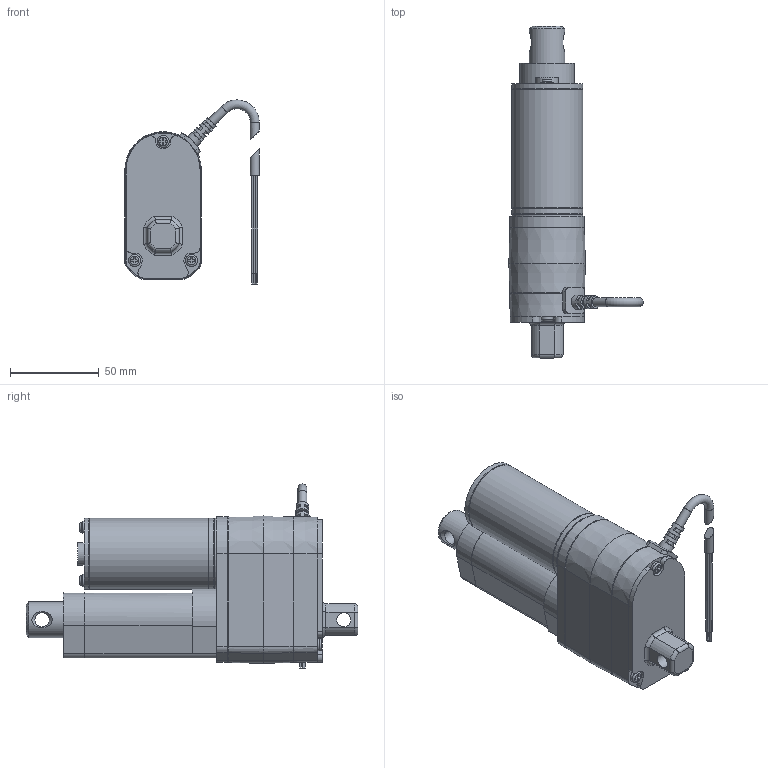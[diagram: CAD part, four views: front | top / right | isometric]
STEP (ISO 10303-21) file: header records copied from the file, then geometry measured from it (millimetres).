
FILE_DESCRIPTION(/* description */ ('Unknown'),/* implementation_level */ '2;1');
FILE_NAME(/* name */ 'DLA-X-X-A-25-POT-IP65',/* time_stamp */ '2019-04-05T08:58:15+02:00',/* author */ ('Unknown'),/* organization */ ('Unknown'),/* preprocessor_version */ 'ST-DEVELOPER v16.7',/* originating_system */ 'DEX',/* authorisation */ $);
FILE_SCHEMA (('AUTOMOTIVE_DESIGN {1 0 10303 214 3 1 1}'));
Length unit declared in the file: millimetre
Products named in the file (3): DLA-X-X-A-25-POT-IP65; DLA-X-X-A-25-POT-IP65-1; DLA-X-X-A-25-POT-IP65-2
Assembly tree (2 placements, depth 2):
  DLA-X-X-A-25-POT-IP65
    DLA-X-X-A-25-POT-IP65-1
    DLA-X-X-A-25-POT-IP65-2
Bounding box: 75.49 x 186.6 x 103.5 mm (x, y, z)
Volume: 377390.9 mm3; surface area: 57379.1 mm2
Topology: 4 solids, 4 shells, 325 faces, 788 edges, 516 vertices
Faces by surface type: plane 198, cylinder 93, cone 20, torus 14
Full cylindrical faces by diameter (mm): 0.8 x5, 1.3 x5, 5 x3, 5.5 x2, 6.8 x3, 7 x2, 8 x2, 12.8 x1, 20 x2, 39 x3, 40 x4
Entity records: 9236 total; most frequent: CARTESIAN_POINT 1719, DIRECTION 1554, ORIENTED_EDGE 1440, EDGE_CURVE 720, AXIS2_PLACEMENT_3D 545, VERTEX_POINT 493, LINE 464, VECTOR 464
